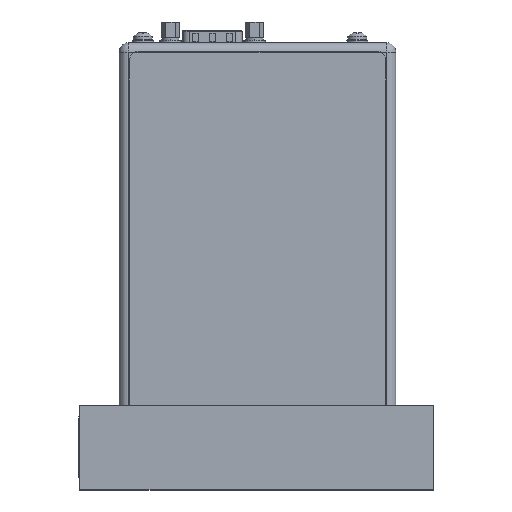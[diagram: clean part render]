
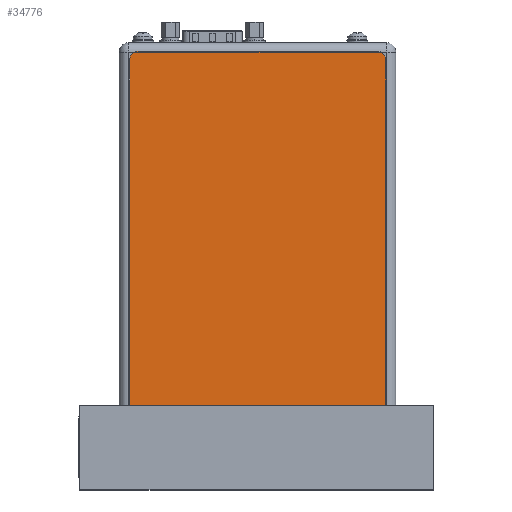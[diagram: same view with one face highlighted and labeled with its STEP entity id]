
A CAD part, top view. The second image highlights one B-rep face of the part: STEP entity #34776.
In plain terms, the highlighted planar face has unit normal (0, 0, 1).
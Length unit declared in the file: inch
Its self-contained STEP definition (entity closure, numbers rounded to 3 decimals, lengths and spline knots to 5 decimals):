
#34609=CARTESIAN_POINT('',(2.9,4.05,0.004));
#34610=DIRECTION('',(0.,0.,1.));
#34611=DIRECTION('',(1.,0.,0.));
#34612=AXIS2_PLACEMENT_3D('',#34609,#34610,#34611);
#34614=DIRECTION('',(0.,1.,0.));
#34615=VECTOR('',#34614,4.05);
#34616=CARTESIAN_POINT('',(3.,0.,0.004));
#34617=LINE('',#34616,#34615);
#34618=DIRECTION('',(1.,0.,0.));
#34619=VECTOR('',#34618,3.);
#34620=CARTESIAN_POINT('',(0.,0.,0.004));
#34621=LINE('',#34620,#34619);
#34622=DIRECTION('',(0.,-1.,0.));
#34623=VECTOR('',#34622,4.05);
#34624=CARTESIAN_POINT('',(0.,4.05,0.004));
#34625=LINE('',#34624,#34623);
#34626=CARTESIAN_POINT('',(0.1,4.05,0.004));
#34627=DIRECTION('',(0.,0.,1.));
#34628=DIRECTION('',(0.,1.,0.));
#34629=AXIS2_PLACEMENT_3D('',#34626,#34627,#34628);
#34631=DIRECTION('',(-1.,0.,0.));
#34632=VECTOR('',#34631,2.8);
#34633=CARTESIAN_POINT('',(2.9,4.15,0.004));
#34634=LINE('',#34633,#34632);
#34639=CARTESIAN_POINT('',(0.,0.,0.004));
#34640=CARTESIAN_POINT('',(3.,0.,0.004));
#34641=VERTEX_POINT('',#34639);
#34642=VERTEX_POINT('',#34640);
#34647=CARTESIAN_POINT('',(3.,4.05,0.004));
#34648=VERTEX_POINT('',#34647);
#34649=CARTESIAN_POINT('',(2.9,4.15,0.004));
#34650=VERTEX_POINT('',#34649);
#34655=CARTESIAN_POINT('',(0.1,4.15,0.004));
#34656=VERTEX_POINT('',#34655);
#34657=CARTESIAN_POINT('',(0.,4.05,0.004));
#34658=VERTEX_POINT('',#34657);
#34763=CARTESIAN_POINT('',(0.,0.,0.004));
#34764=DIRECTION('',(0.,0.,1.));
#34765=DIRECTION('',(1.,0.,0.));
#34766=AXIS2_PLACEMENT_3D('',#34763,#34764,#34765);
#34767=PLANE('',#34766);
#34768=ORIENTED_EDGE('',*,*,#34687,.F.);
#34769=ORIENTED_EDGE('',*,*,#34703,.F.);
#34770=ORIENTED_EDGE('',*,*,#34716,.F.);
#34771=ORIENTED_EDGE('',*,*,#34729,.F.);
#34772=ORIENTED_EDGE('',*,*,#34744,.F.);
#34773=ORIENTED_EDGE('',*,*,#34756,.F.);
#34774=EDGE_LOOP('',(#34768,#34769,#34770,#34771,#34772,#34773));
#34775=FACE_OUTER_BOUND('',#34774,.F.);
#34776=ADVANCED_FACE('',(#34775),#34767,.T.);
#34613=CIRCLE('',#34612,0.1);
#34630=CIRCLE('',#34629,0.1);
#34687=EDGE_CURVE('',#34648,#34650,#34613,.T.);
#34703=EDGE_CURVE('',#34642,#34648,#34617,.T.);
#34716=EDGE_CURVE('',#34641,#34642,#34621,.T.);
#34729=EDGE_CURVE('',#34658,#34641,#34625,.T.);
#34744=EDGE_CURVE('',#34656,#34658,#34630,.T.);
#34756=EDGE_CURVE('',#34650,#34656,#34634,.T.);
